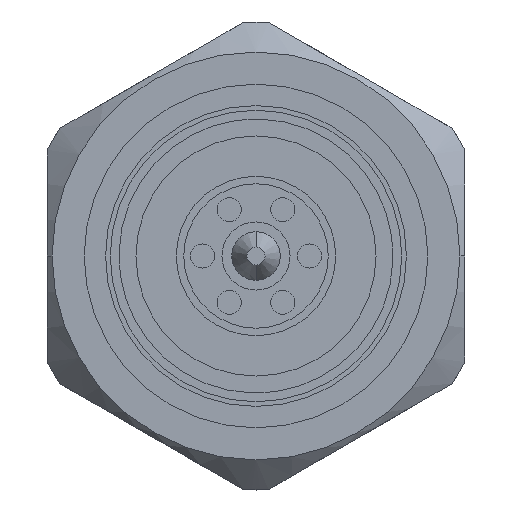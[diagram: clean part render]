
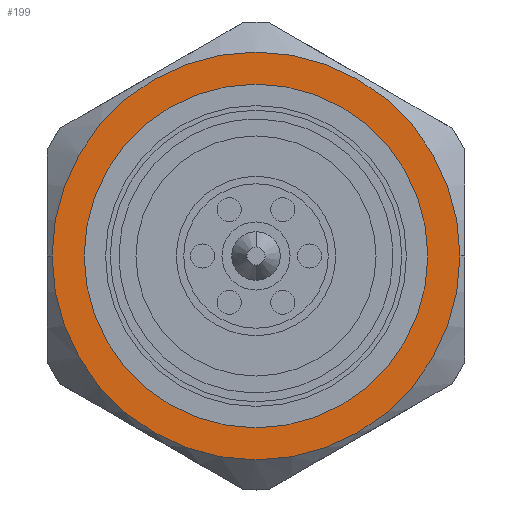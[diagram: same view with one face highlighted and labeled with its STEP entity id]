
A CAD part, left-side view. The second image highlights one B-rep face of the part: STEP entity #199.
In plain terms, the highlighted planar face has unit normal (-1, 0, 0).
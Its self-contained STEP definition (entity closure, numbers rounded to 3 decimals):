
#7 = DIRECTION ( 'NONE',  ( -1., 0., 0. ) ) ;
#10 = ORIENTED_EDGE ( 'NONE', *, *, #835, .T. ) ;
#36 = CIRCLE ( 'NONE', #399, 3.264 ) ;
#43 = AXIS2_PLACEMENT_3D ( 'NONE', #1095, #71, #93 ) ;
#71 = DIRECTION ( 'NONE',  ( -1., 0., 0. ) ) ;
#93 = DIRECTION ( 'NONE',  ( 0., 1., 0. ) ) ;
#117 = AXIS2_PLACEMENT_3D ( 'NONE', #2366, #7, #617 ) ;
#186 = CARTESIAN_POINT ( 'NONE',  ( -2.794, 3.874, 0. ) ) ;
#199 = ADVANCED_FACE ( 'NONE', ( #1389, #3086 ), #4154, .F. ) ;
#241 = AXIS2_PLACEMENT_3D ( 'NONE', #2037, #2832, #1369 ) ;
#399 = AXIS2_PLACEMENT_3D ( 'NONE', #791, #2535, #1782 ) ;
#616 = ORIENTED_EDGE ( 'NONE', *, *, #1800, .F. ) ;
#617 = DIRECTION ( 'NONE',  ( 0., 1., 0. ) ) ;
#679 = VERTEX_POINT ( 'NONE', #186 ) ;
#791 = CARTESIAN_POINT ( 'NONE',  ( -2.794, 0., 0. ) ) ;
#835 = EDGE_CURVE ( 'NONE', #679, #3076, #1901, .T. ) ;
#854 = VERTEX_POINT ( 'NONE', #3453 ) ;
#867 = CARTESIAN_POINT ( 'NONE',  ( -2.794, 0., 0. ) ) ;
#1095 = CARTESIAN_POINT ( 'NONE',  ( -2.794, 0., 0. ) ) ;
#1137 = ORIENTED_EDGE ( 'NONE', *, *, #2274, .T. ) ;
#1254 = CARTESIAN_POINT ( 'NONE',  ( -2.794, -3.264, 0. ) ) ;
#1369 = DIRECTION ( 'NONE',  ( 0., 1., 0. ) ) ;
#1384 = VERTEX_POINT ( 'NONE', #1254 ) ;
#1389 = FACE_BOUND ( 'NONE', #3480, .T. ) ;
#1405 = CIRCLE ( 'NONE', #4255, 3.874 ) ;
#1782 = DIRECTION ( 'NONE',  ( 0., 1., 0. ) ) ;
#1800 = EDGE_CURVE ( 'NONE', #1384, #854, #36, .T. ) ;
#1901 = CIRCLE ( 'NONE', #43, 3.874 ) ;
#2037 = CARTESIAN_POINT ( 'NONE',  ( -2.794, 0., 0. ) ) ;
#2140 = CARTESIAN_POINT ( 'NONE',  ( -2.794, -3.874, 0. ) ) ;
#2263 = CIRCLE ( 'NONE', #117, 3.264 ) ;
#2274 = EDGE_CURVE ( 'NONE', #3076, #679, #1405, .T. ) ;
#2366 = CARTESIAN_POINT ( 'NONE',  ( -2.794, 0., 0. ) ) ;
#2535 = DIRECTION ( 'NONE',  ( -1., 0., 0. ) ) ;
#2823 = DIRECTION ( 'NONE',  ( -1., 0., 0. ) ) ;
#2832 = DIRECTION ( 'NONE',  ( 1., 0., 0. ) ) ;
#3076 = VERTEX_POINT ( 'NONE', #2140 ) ;
#3086 = FACE_OUTER_BOUND ( 'NONE', #3253, .T. ) ;
#3163 = ORIENTED_EDGE ( 'NONE', *, *, #4239, .F. ) ;
#3253 = EDGE_LOOP ( 'NONE', ( #10, #1137 ) ) ;
#3453 = CARTESIAN_POINT ( 'NONE',  ( -2.794, 3.264, 0. ) ) ;
#3480 = EDGE_LOOP ( 'NONE', ( #3163, #616 ) ) ;
#3510 = DIRECTION ( 'NONE',  ( 0., 1., 0. ) ) ;
#4154 = PLANE ( 'NONE',  #241 ) ;
#4239 = EDGE_CURVE ( 'NONE', #854, #1384, #2263, .T. ) ;
#4255 = AXIS2_PLACEMENT_3D ( 'NONE', #867, #2823, #3510 ) ;
